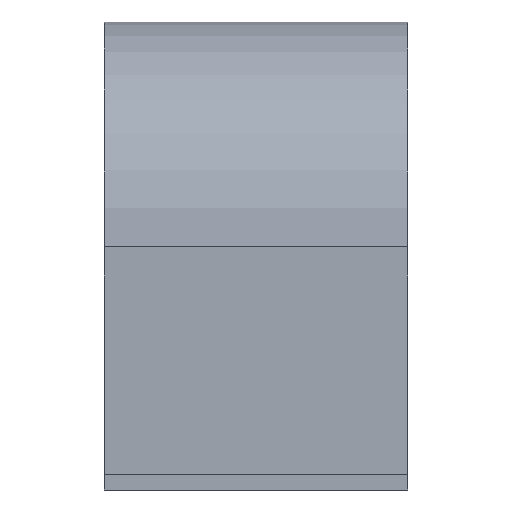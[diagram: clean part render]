
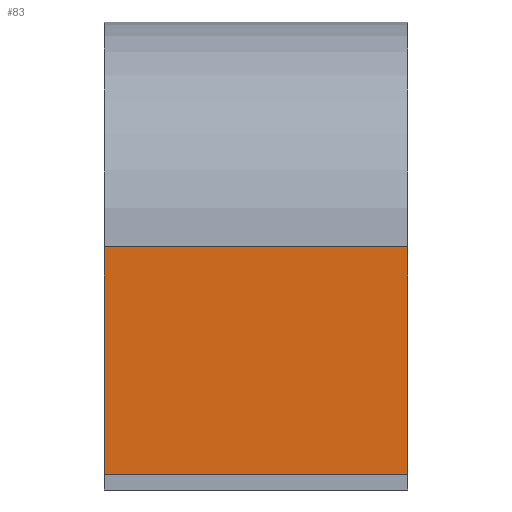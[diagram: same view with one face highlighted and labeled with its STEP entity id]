
A CAD part, left-side view. The second image highlights one B-rep face of the part: STEP entity #83.
In plain terms, the highlighted planar face has unit normal (-1, 0, 0).
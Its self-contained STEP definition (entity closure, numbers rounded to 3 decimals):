
#52 = EDGE_CURVE ( 'NONE', #499, #566, #480, .T. ) ;
#83 = ADVANCED_FACE ( 'NONE', ( #341 ), #235, .F. ) ;
#87 = DIRECTION ( 'NONE',  ( 0., 0., 1. ) ) ;
#97 = VECTOR ( 'NONE', #475, 1000. ) ;
#121 = VERTEX_POINT ( 'NONE', #608 ) ;
#129 = LINE ( 'NONE', #653, #97 ) ;
#132 = EDGE_CURVE ( 'NONE', #566, #230, #129, .T. ) ;
#187 = VECTOR ( 'NONE', #87, 1000. ) ;
#220 = VECTOR ( 'NONE', #315, 1000. ) ;
#230 = VERTEX_POINT ( 'NONE', #627 ) ;
#235 = PLANE ( 'NONE',  #346 ) ;
#238 = CARTESIAN_POINT ( 'NONE',  ( -14.8, 20., 0. ) ) ;
#250 = VECTOR ( 'NONE', #273, 1000. ) ;
#271 = EDGE_CURVE ( 'NONE', #499, #121, #580, .T. ) ;
#273 = DIRECTION ( 'NONE',  ( 0., -1., 0. ) ) ;
#288 = CARTESIAN_POINT ( 'NONE',  ( -14.8, 20., -15. ) ) ;
#315 = DIRECTION ( 'NONE',  ( 0., 0., 1. ) ) ;
#321 = CARTESIAN_POINT ( 'NONE',  ( -14.8, 0., -15. ) ) ;
#334 = DIRECTION ( 'NONE',  ( 1., 0., 0. ) ) ;
#341 = FACE_OUTER_BOUND ( 'NONE', #612, .T. ) ;
#346 = AXIS2_PLACEMENT_3D ( 'NONE', #610, #334, #651 ) ;
#348 = EDGE_CURVE ( 'NONE', #121, #230, #412, .T. ) ;
#357 = ORIENTED_EDGE ( 'NONE', *, *, #52, .F. ) ;
#363 = ORIENTED_EDGE ( 'NONE', *, *, #348, .T. ) ;
#384 = ORIENTED_EDGE ( 'NONE', *, *, #132, .F. ) ;
#412 = LINE ( 'NONE', #321, #220 ) ;
#427 = ORIENTED_EDGE ( 'NONE', *, *, #271, .T. ) ;
#441 = CARTESIAN_POINT ( 'NONE',  ( -14.8, 20., -15. ) ) ;
#475 = DIRECTION ( 'NONE',  ( 0., -1., 0. ) ) ;
#480 = LINE ( 'NONE', #288, #187 ) ;
#486 = CARTESIAN_POINT ( 'NONE',  ( -14.8, 20., -15. ) ) ;
#499 = VERTEX_POINT ( 'NONE', #441 ) ;
#566 = VERTEX_POINT ( 'NONE', #238 ) ;
#580 = LINE ( 'NONE', #486, #250 ) ;
#608 = CARTESIAN_POINT ( 'NONE',  ( -14.8, 0., -15. ) ) ;
#610 = CARTESIAN_POINT ( 'NONE',  ( -14.8, 20., -15. ) ) ;
#612 = EDGE_LOOP ( 'NONE', ( #363, #384, #357, #427 ) ) ;
#627 = CARTESIAN_POINT ( 'NONE',  ( -14.8, 0., 0. ) ) ;
#651 = DIRECTION ( 'NONE',  ( 0., 0., -1. ) ) ;
#653 = CARTESIAN_POINT ( 'NONE',  ( -14.8, 20., 0. ) ) ;
